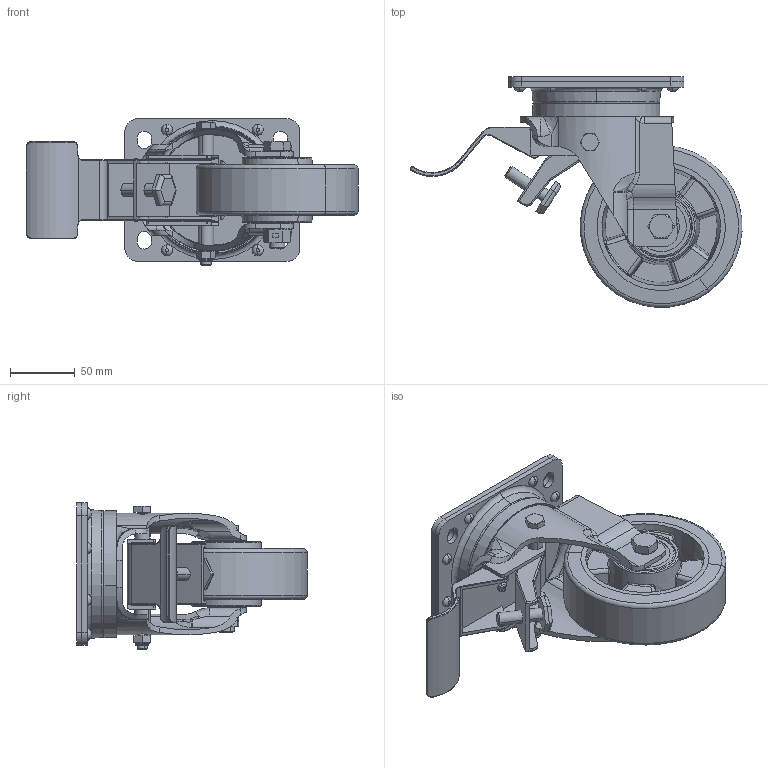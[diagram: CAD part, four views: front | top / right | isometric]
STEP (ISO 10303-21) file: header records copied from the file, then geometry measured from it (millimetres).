
FILE_DESCRIPTION (( 'STEP AP214' ), '1' );
FILE_NAME ('0037769BL.step', '2023-01-19T14:53:03', ( '' ), ( '' ), 'SwSTEP 2.0', 'SolidWorks 2020', '' );
FILE_SCHEMA (( 'AUTOMOTIVE_DESIGN' ));
Length unit declared in the file: millimetre
Products named in the file (1): 0037769BL
Bounding box: 256.18 x 177.88 x 113 mm (x, y, z)
Surface area: 209972.4 mm2 (no closed solid volume)
Topology: 0 solids, 27 shells, 655 faces, 1738 edges, 1114 vertices
Faces by surface type: cylinder 211, plane 200, bspline 93, torus 87, cone 61, sphere 3
Entity records: 32712 total; most frequent: CARTESIAN_POINT 9997, DIRECTION 3262, ORIENTED_EDGE 3065, EDGE_CURVE 1725, AXIS2_PLACEMENT_3D 1327, VERTEX_POINT 1112, CIRCLE 764, EDGE_LOOP 727
